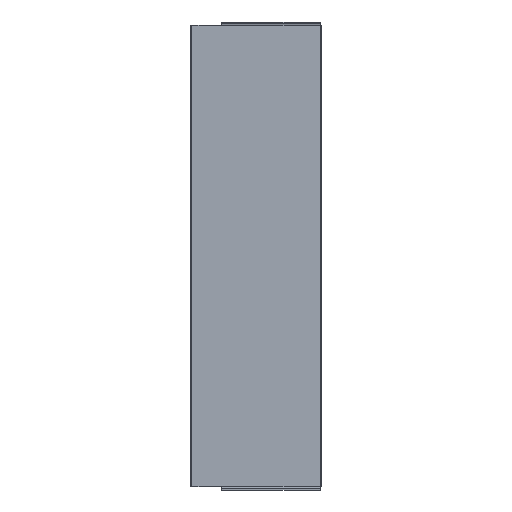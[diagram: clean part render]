
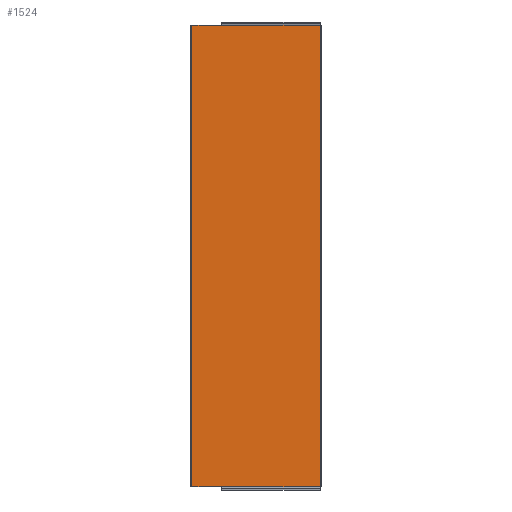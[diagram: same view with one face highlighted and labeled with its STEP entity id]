
A CAD part, left-side view. The second image highlights one B-rep face of the part: STEP entity #1524.
In plain terms, the highlighted planar face has unit normal (-1, 0, 0).
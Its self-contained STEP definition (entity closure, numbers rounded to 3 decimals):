
#70 = DIRECTION ( 'NONE',  ( 0., -1., 0. ) ) ;
#81 = CARTESIAN_POINT ( 'NONE',  ( -0.8, 84.2, 150. ) ) ;
#82 = DIRECTION ( 'NONE',  ( 0., 0., -1. ) ) ;
#84 = CARTESIAN_POINT ( 'NONE',  ( -0.8, 64.8, 150. ) ) ;
#104 = CARTESIAN_POINT ( 'NONE',  ( -0.8, 84.2, -150. ) ) ;
#108 = CARTESIAN_POINT ( 'NONE',  ( -0.8, 64.8, -150. ) ) ;
#136 = CARTESIAN_POINT ( 'NONE',  ( -0.8, 0.8, -150. ) ) ;
#159 = CARTESIAN_POINT ( 'NONE',  ( -0.8, 64.8, 150. ) ) ;
#160 = CARTESIAN_POINT ( 'NONE',  ( -0.8, 0.8, 150. ) ) ;
#166 = CARTESIAN_POINT ( 'NONE',  ( -0.8, 84.2, 150. ) ) ;
#263 = CARTESIAN_POINT ( 'NONE',  ( -0.8, 85., 150. ) ) ;
#270 = PLANE ( 'NONE',  #598 ) ;
#272 = DIRECTION ( 'NONE',  ( 1., 0., 0. ) ) ;
#273 = DIRECTION ( 'NONE',  ( 0., 1., 0. ) ) ;
#362 = DIRECTION ( 'NONE',  ( 0., -1., 0. ) ) ;
#394 = CARTESIAN_POINT ( 'NONE',  ( -0.8, 85., 150. ) ) ;
#498 = EDGE_CURVE ( 'NONE', #1015, #755, #774, .T. ) ;
#566 = EDGE_CURVE ( 'NONE', #1160, #1085, #1411, .T. ) ;
#576 = EDGE_CURVE ( 'NONE', #714, #755, #1293, .T. ) ;
#598 = AXIS2_PLACEMENT_3D ( 'NONE', #263, #272, #273 ) ;
#621 = EDGE_CURVE ( 'NONE', #1167, #1015, #1368, .T. ) ;
#637 = CARTESIAN_POINT ( 'NONE',  ( -0.8, 0.8, -150. ) ) ;
#647 = EDGE_CURVE ( 'NONE', #1160, #714, #1346, .T. ) ;
#651 = DIRECTION ( 'NONE',  ( 0., 1., 0. ) ) ;
#658 = EDGE_CURVE ( 'NONE', #1085, #1167, #1338, .T. ) ;
#714 = VERTEX_POINT ( 'NONE', #104 ) ;
#755 = VERTEX_POINT ( 'NONE', #108 ) ;
#774 = LINE ( 'NONE', #637, #1153 ) ;
#818 = ORIENTED_EDGE ( 'NONE', *, *, #498, .F. ) ;
#823 = ORIENTED_EDGE ( 'NONE', *, *, #621, .F. ) ;
#867 = ORIENTED_EDGE ( 'NONE', *, *, #576, .T. ) ;
#912 = ORIENTED_EDGE ( 'NONE', *, *, #658, .F. ) ;
#1001 = EDGE_LOOP ( 'NONE', ( #867, #818, #823, #912, #1027, #1132 ) ) ;
#1015 = VERTEX_POINT ( 'NONE', #136 ) ;
#1027 = ORIENTED_EDGE ( 'NONE', *, *, #566, .F. ) ;
#1085 = VERTEX_POINT ( 'NONE', #159 ) ;
#1132 = ORIENTED_EDGE ( 'NONE', *, *, #647, .T. ) ;
#1153 = VECTOR ( 'NONE', #651, 1000. ) ;
#1160 = VERTEX_POINT ( 'NONE', #166 ) ;
#1167 = VERTEX_POINT ( 'NONE', #160 ) ;
#1235 = VECTOR ( 'NONE', #1427, 1000. ) ;
#1285 = FACE_OUTER_BOUND ( 'NONE', #1001, .T. ) ;
#1293 = LINE ( 'NONE', #1429, #1235 ) ;
#1336 = VECTOR ( 'NONE', #70, 1000. ) ;
#1338 = LINE ( 'NONE', #84, #1336 ) ;
#1343 = VECTOR ( 'NONE', #82, 1000. ) ;
#1346 = LINE ( 'NONE', #81, #1343 ) ;
#1365 = VECTOR ( 'NONE', #1554, 1000. ) ;
#1368 = LINE ( 'NONE', #1555, #1365 ) ;
#1408 = VECTOR ( 'NONE', #362, 1000. ) ;
#1411 = LINE ( 'NONE', #394, #1408 ) ;
#1427 = DIRECTION ( 'NONE',  ( 0., -1., 0. ) ) ;
#1429 = CARTESIAN_POINT ( 'NONE',  ( -0.8, 85., -150. ) ) ;
#1524 = ADVANCED_FACE ( 'NONE', ( #1285 ), #270, .F. ) ;
#1554 = DIRECTION ( 'NONE',  ( 0., 0., -1. ) ) ;
#1555 = CARTESIAN_POINT ( 'NONE',  ( -0.8, 0.8, 150. ) ) ;
